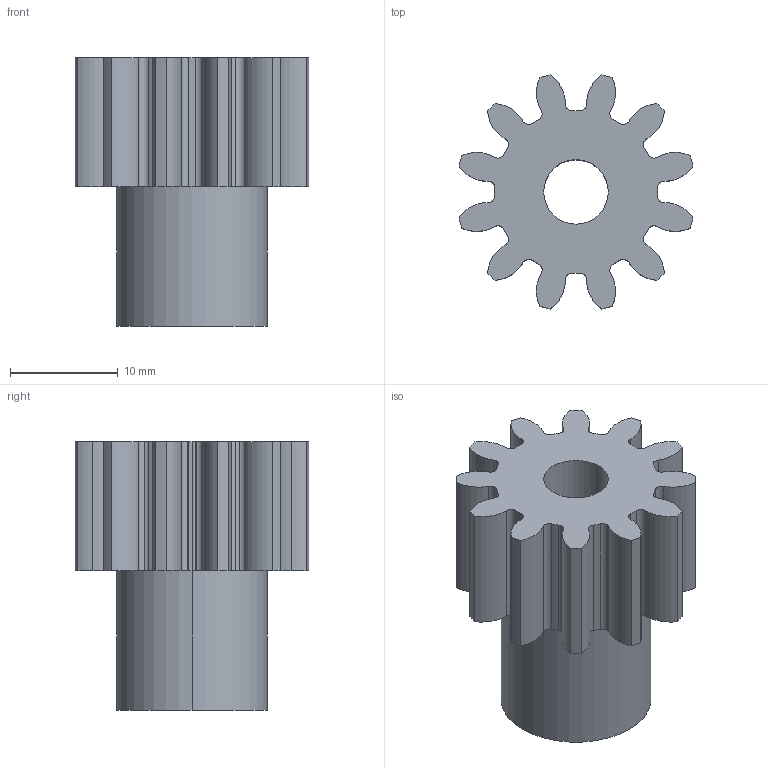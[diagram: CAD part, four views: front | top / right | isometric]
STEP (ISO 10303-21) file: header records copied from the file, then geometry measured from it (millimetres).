
FILE_DESCRIPTION (( 'STEP AP214' ), '1' );
FILE_NAME ('111-016-012.step', '2010-07-16T13:13:28', ( 'WMH Herion Antriebstechnik GmbH' ), ( 'WMH Herion Antriebstechnik GmbH' ), 'SwSTEP 2.0', 'SolidWorks 2010', '' );
FILE_SCHEMA (( 'AUTOMOTIVE_DESIGN' ));
Length unit declared in the file: millimetre
Products named in the file (1): 111-016-012
Bounding box: 21.76 x 21.76 x 25 mm (x, y, z)
Volume: 4604.7 mm3; surface area: 2984 mm2
Topology: 1 solids, 1 shells, 92 faces, 267 edges, 178 vertices
Faces by surface type: cylinder 89, plane 3
Entity records: 3187 total; most frequent: DIRECTION 631, CARTESIAN_POINT 538, ORIENTED_EDGE 534, AXIS2_PLACEMENT_3D 271, EDGE_CURVE 267, CIRCLE 178, VERTEX_POINT 178, EDGE_LOOP 95
